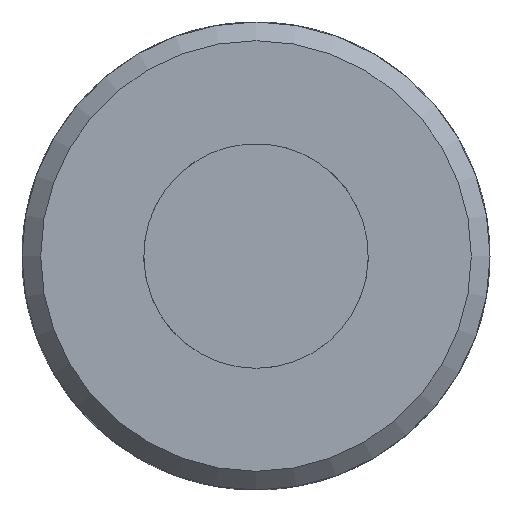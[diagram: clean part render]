
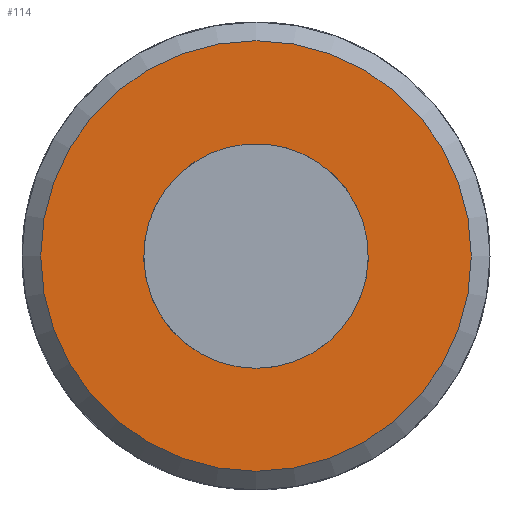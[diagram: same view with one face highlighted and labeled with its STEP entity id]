
A CAD part, left-side view. The second image highlights one B-rep face of the part: STEP entity #114.
In plain terms, the highlighted planar face has unit normal (-1, 0, 0).
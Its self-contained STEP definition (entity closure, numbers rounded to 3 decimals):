
#114 = ADVANCED_FACE( '', ( #228, #229 ), #230, .F. );
#228 = FACE_OUTER_BOUND( '', #376, .T. );
#229 = FACE_BOUND( '', #377, .T. );
#230 = PLANE( '', #378 );
#376 = EDGE_LOOP( '', ( #519 ) );
#377 = EDGE_LOOP( '', ( #520 ) );
#378 = AXIS2_PLACEMENT_3D( '', #521, #522, #523 );
#519 = ORIENTED_EDGE( '', *, *, #791, .F. );
#520 = ORIENTED_EDGE( '', *, *, #792, .T. );
#521 = CARTESIAN_POINT( '', ( 0., 0., 0. ) );
#522 = DIRECTION( '', ( 1., 0., 0. ) );
#523 = DIRECTION( '', ( 0., 0., -1. ) );
#791 = EDGE_CURVE( '', #898, #898, #899, .T. );
#792 = EDGE_CURVE( '', #900, #900, #901, .T. );
#898 = VERTEX_POINT( '', #1049 );
#899 = CIRCLE( '', #1050, 11.5 );
#900 = VERTEX_POINT( '', #1051 );
#901 = CIRCLE( '', #1052, 6. );
#1049 = CARTESIAN_POINT( '', ( 0., 0., -11.5 ) );
#1050 = AXIS2_PLACEMENT_3D( '', #1585, #1586, #1587 );
#1051 = CARTESIAN_POINT( '', ( 0., 0., -6. ) );
#1052 = AXIS2_PLACEMENT_3D( '', #1588, #1589, #1590 );
#1585 = CARTESIAN_POINT( '', ( 0., 0., 0. ) );
#1586 = DIRECTION( '', ( 1., 0., 0. ) );
#1587 = DIRECTION( '', ( 0., 0., -1. ) );
#1588 = CARTESIAN_POINT( '', ( 0., 0., 0. ) );
#1589 = DIRECTION( '', ( 1., 0., 0. ) );
#1590 = DIRECTION( '', ( 0., 0., -1. ) );
